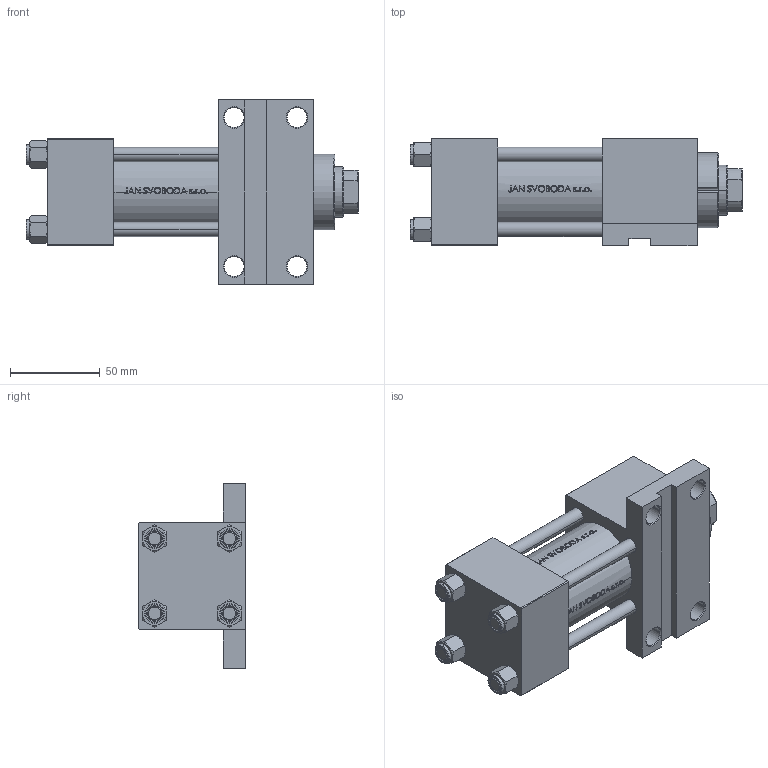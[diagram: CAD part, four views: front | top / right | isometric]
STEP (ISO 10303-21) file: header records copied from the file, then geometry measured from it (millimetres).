
FILE_DESCRIPTION (( 'STEP AP203' ), '1' );
FILE_NAME ('ab86.STEP', '2023-01-17T17:03:33', ( '' ), ( '' ), 'SwSTEP 2.0', 'SolidWorks 2019', '' );
FILE_SCHEMA (( 'CONFIG_CONTROL_DESIGN' ));
Length unit declared in the file: millimetre
Products named in the file (6): ab86; V215CR_VCP_F ba5a42435dc67d666b9cfac7c5ebf0d0; V215CR_F_Body ba5a42435dc67d666b9cfac7c5ebf0d0; V215_VC_A ba5a42435dc67d666b9cfac7c5ebf0d0; NUT_M5_F ba5a42435dc67d666b9cfac7c5ebf0d0; V215CR_F_TYCINKA ba5a42435dc67d666b9cfac7c5ebf0d0
Assembly tree (11 placements, depth 2):
  ab86
    V215CR_F_Body ba5a42435dc67d666b9cfac7c5ebf0d0
    V215CR_VCP_F ba5a42435dc67d666b9cfac7c5ebf0d0
    V215CR_F_TYCINKA ba5a42435dc67d666b9cfac7c5ebf0d0  x4
    NUT_M5_F ba5a42435dc67d666b9cfac7c5ebf0d0  x4
    V215_VC_A ba5a42435dc67d666b9cfac7c5ebf0d0
Bounding box: 185 x 60 x 103 mm (x, y, z)
Volume: 444549.8 mm3; surface area: 118016.8 mm2
Topology: 11 solids, 11 shells, 1124 faces, 2874 edges, 1860 vertices
Faces by surface type: plane 439, bspline 380, cone 152, cylinder 145, torus 8
Entity records: 48883 total; most frequent: CARTESIAN_POINT 26254, ORIENTED_EDGE 5240, DIRECTION 3251, EDGE_CURVE 2620, VERTEX_POINT 1716, VECTOR 1325, LINE 1325, EDGE_LOOP 1112
